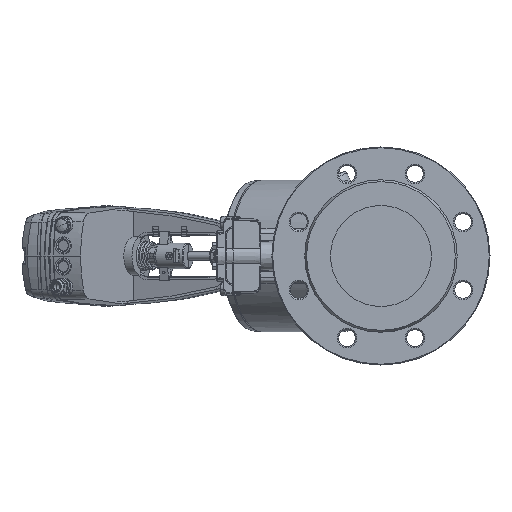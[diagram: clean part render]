
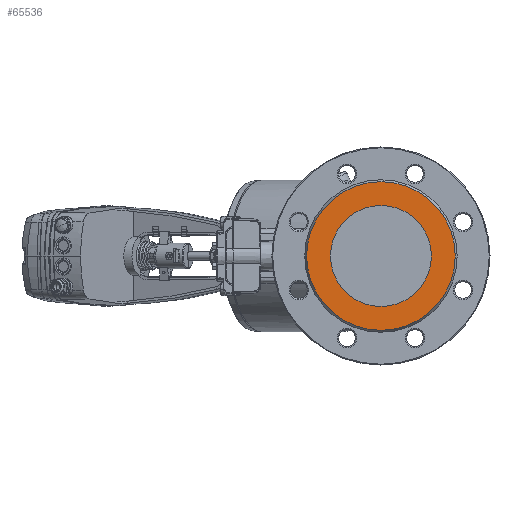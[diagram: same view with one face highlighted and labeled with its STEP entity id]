
A CAD part, left-side view. The second image highlights one B-rep face of the part: STEP entity #65536.
In plain terms, the highlighted planar face has unit normal (-1, 0, 0).
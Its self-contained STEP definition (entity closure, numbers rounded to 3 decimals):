
#1783 = AXIS2_PLACEMENT_3D ( 'NONE', #105903, #104741, #26392 ) ;
#7616 = PLANE ( 'NONE',  #48402 ) ;
#8831 = VERTEX_POINT ( 'NONE', #75720 ) ;
#11007 = EDGE_CURVE ( 'NONE', #8831, #75347, #54072, .T. ) ;
#19284 = EDGE_LOOP ( 'NONE', ( #85937, #21551 ) ) ;
#21551 = ORIENTED_EDGE ( 'NONE', *, *, #11007, .F. ) ;
#24449 = FACE_OUTER_BOUND ( 'NONE', #19284, .T. ) ;
#26392 = DIRECTION ( 'NONE',  ( 0., 0., -1. ) ) ;
#31889 = EDGE_CURVE ( 'NONE', #36049, #91916, #91131, .T. ) ;
#33606 = EDGE_CURVE ( 'NONE', #75347, #8831, #61623, .T. ) ;
#35830 = CARTESIAN_POINT ( 'NONE',  ( -224.91, 0., 0. ) ) ;
#36049 = VERTEX_POINT ( 'NONE', #40195 ) ;
#38330 = ORIENTED_EDGE ( 'NONE', *, *, #31889, .T. ) ;
#40195 = CARTESIAN_POINT ( 'NONE',  ( -224.91, 0., 62.5 ) ) ;
#45698 = DIRECTION ( 'NONE',  ( 0., 0., -1. ) ) ;
#46208 = EDGE_LOOP ( 'NONE', ( #97364, #38330 ) ) ;
#47858 = CARTESIAN_POINT ( 'NONE',  ( -224.91, 0., 0. ) ) ;
#48402 = AXIS2_PLACEMENT_3D ( 'NONE', #95833, #60980, #77284 ) ;
#50984 = DIRECTION ( 'NONE',  ( 0., 0., -1. ) ) ;
#54072 = CIRCLE ( 'NONE', #78197, 92. ) ;
#59544 = AXIS2_PLACEMENT_3D ( 'NONE', #35830, #114798, #45698 ) ;
#60280 = DIRECTION ( 'NONE',  ( 1., 0., 0. ) ) ;
#60408 = FACE_BOUND ( 'NONE', #46208, .T. ) ;
#60980 = DIRECTION ( 'NONE',  ( 1., 0., 0. ) ) ;
#61623 = CIRCLE ( 'NONE', #72765, 92. ) ;
#65536 = ADVANCED_FACE ( 'NONE', ( #60408, #24449 ), #7616, .F. ) ;
#72765 = AXIS2_PLACEMENT_3D ( 'NONE', #47858, #100141, #72893 ) ;
#72893 = DIRECTION ( 'NONE',  ( 0., 0., -1. ) ) ;
#75347 = VERTEX_POINT ( 'NONE', #94690 ) ;
#75720 = CARTESIAN_POINT ( 'NONE',  ( -224.91, 0., 92. ) ) ;
#77284 = DIRECTION ( 'NONE',  ( 0., 0., -1. ) ) ;
#78197 = AXIS2_PLACEMENT_3D ( 'NONE', #112553, #60280, #50984 ) ;
#79978 = CARTESIAN_POINT ( 'NONE',  ( -224.91, 0., -62.5 ) ) ;
#85937 = ORIENTED_EDGE ( 'NONE', *, *, #33606, .F. ) ;
#91131 = CIRCLE ( 'NONE', #59544, 62.5 ) ;
#91916 = VERTEX_POINT ( 'NONE', #79978 ) ;
#92559 = CIRCLE ( 'NONE', #1783, 62.5 ) ;
#94690 = CARTESIAN_POINT ( 'NONE',  ( -224.91, 0., -92. ) ) ;
#95833 = CARTESIAN_POINT ( 'NONE',  ( -224.91, 65.6, 0. ) ) ;
#96937 = EDGE_CURVE ( 'NONE', #91916, #36049, #92559, .T. ) ;
#97364 = ORIENTED_EDGE ( 'NONE', *, *, #96937, .T. ) ;
#100141 = DIRECTION ( 'NONE',  ( 1., 0., 0. ) ) ;
#104741 = DIRECTION ( 'NONE',  ( 1., 0., 0. ) ) ;
#105903 = CARTESIAN_POINT ( 'NONE',  ( -224.91, 0., 0. ) ) ;
#112553 = CARTESIAN_POINT ( 'NONE',  ( -224.91, 0., 0. ) ) ;
#114798 = DIRECTION ( 'NONE',  ( 1., 0., 0. ) ) ;
